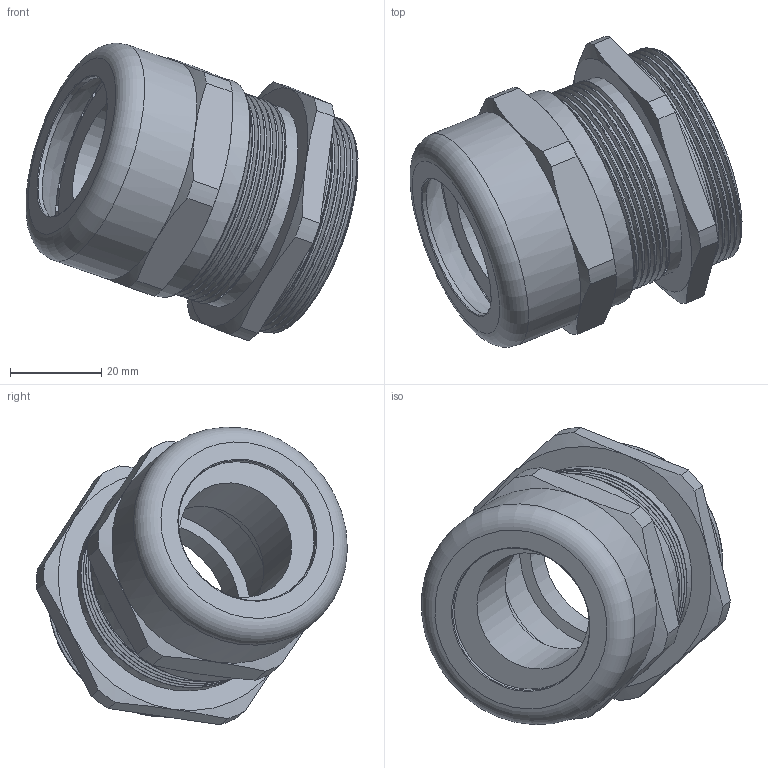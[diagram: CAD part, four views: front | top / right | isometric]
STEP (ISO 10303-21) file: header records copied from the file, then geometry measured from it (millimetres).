
FILE_DESCRIPTION(/* description */ ('Euro-Top M 50x1,5, KB: 20-26 mm'),/* implementation_level */ '2;1');
FILE_NAME(/* name */ '60180550-RST.stp',/* time_stamp */ '2019-12-04T13:59:38+01:00',/* author */ ('sl'),/* organization */ (''),/* preprocessor_version */ 'ST-DEVELOPER v16.5',/* originating_system */ 'Autodesk Inventor 2017',/* authorisation */ '');
FILE_SCHEMA (('AUTOMOTIVE_DESIGN { 1 0 10303 214 3 1 1 }'));
Length unit declared in the file: millimetre
Products named in the file (6): 60180550; 60080550; 60080550_1; 60180550_1; 60080550_2; 60080550_3
Assembly tree (5 placements, depth 2):
  60180550
    60080550
    60080550_1
    60180550_1
    60080550_2
    60080550_3
Bounding box: 72.81 x 68.14 x 65.27 mm (x, y, z)
Volume: 39184.6 mm3; surface area: 41338 mm2
Topology: 4 solids, 5 shells, 300 faces, 839 edges, 549 vertices
Faces by surface type: plane 148, cylinder 94, torus 28, cone 24, bspline 6
Full cylindrical faces by diameter (mm): 26.4 x1, 32.3 x1, 33.8 x1, 35.45 x1, 37.25 x1, 39.52 x1, 40.26 x1, 40.5 x1, 40.58 x1, 43.6 x1, 45.33 x2, 45.65 x7, 46 x1, 48.77 x1, 49.99 x2, 52 x1
Entity records: 14787 total; most frequent: CARTESIAN_POINT 7197, DIRECTION 1594, ORIENTED_EDGE 1524, EDGE_CURVE 762, AXIS2_PLACEMENT_3D 634, VERTEX_POINT 512, EDGE_LOOP 336, CIRCLE 334
